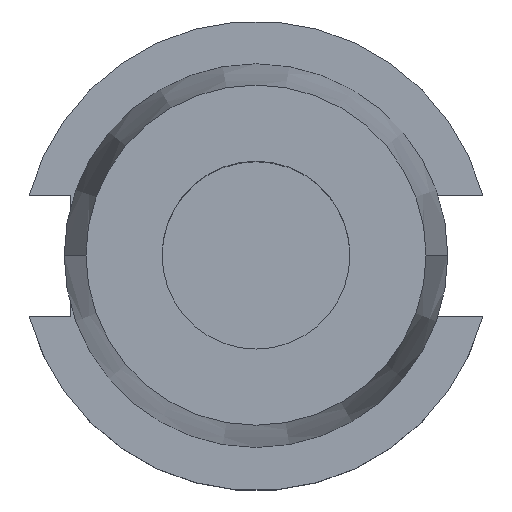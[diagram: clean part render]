
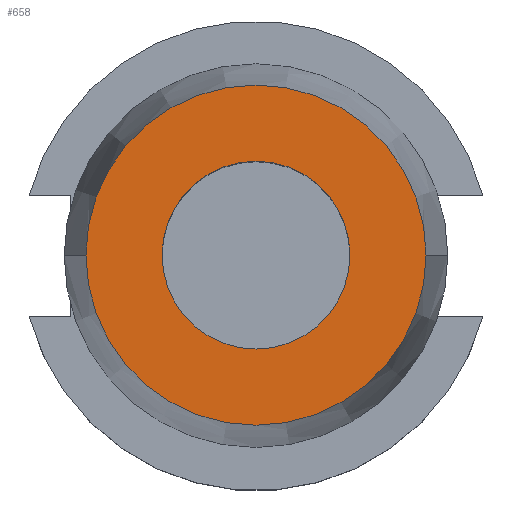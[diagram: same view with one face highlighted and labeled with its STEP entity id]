
A CAD part, top view. The second image highlights one B-rep face of the part: STEP entity #658.
In plain terms, the highlighted planar face has unit normal (0, 0, 1).
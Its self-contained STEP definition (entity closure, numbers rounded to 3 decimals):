
#29 = DIRECTION ( 'NONE',  ( 1., 0., 0. ) ) ;
#46 = CIRCLE ( 'NONE', #1500, 12.7 ) ;
#193 = AXIS2_PLACEMENT_3D ( 'NONE', #513, #1386, #841 ) ;
#212 = CARTESIAN_POINT ( 'NONE',  ( -23., 0., 76.2 ) ) ;
#215 = CARTESIAN_POINT ( 'NONE',  ( 12.7, 0., 76.2 ) ) ;
#223 = DIRECTION ( 'NONE',  ( 0., 0., -1. ) ) ;
#279 = PLANE ( 'NONE',  #193 ) ;
#289 = AXIS2_PLACEMENT_3D ( 'NONE', #967, #223, #1082 ) ;
#291 = ORIENTED_EDGE ( 'NONE', *, *, #667, .T. ) ;
#468 = CARTESIAN_POINT ( 'NONE',  ( 0., 0., 76.2 ) ) ;
#513 = CARTESIAN_POINT ( 'NONE',  ( 0., 23., 76.2 ) ) ;
#555 = EDGE_LOOP ( 'NONE', ( #1299, #804 ) ) ;
#592 = DIRECTION ( 'NONE',  ( -1., 0., 0. ) ) ;
#615 = EDGE_CURVE ( 'NONE', #1180, #1501, #1035, .T. ) ;
#655 = FACE_OUTER_BOUND ( 'NONE', #555, .T. ) ;
#658 = ADVANCED_FACE ( 'NONE', ( #952, #655 ), #279, .F. ) ;
#667 = EDGE_CURVE ( 'NONE', #1004, #674, #1245, .T. ) ;
#674 = VERTEX_POINT ( 'NONE', #215 ) ;
#703 = CARTESIAN_POINT ( 'NONE',  ( 0., 0., 76.2 ) ) ;
#752 = DIRECTION ( 'NONE',  ( 0., 0., 1. ) ) ;
#760 = CARTESIAN_POINT ( 'NONE',  ( -12.7, 0., 76.2 ) ) ;
#804 = ORIENTED_EDGE ( 'NONE', *, *, #1284, .T. ) ;
#830 = DIRECTION ( 'NONE',  ( 1., 0., 0. ) ) ;
#841 = DIRECTION ( 'NONE',  ( -1., 0., 0. ) ) ;
#912 = EDGE_LOOP ( 'NONE', ( #291, #1420 ) ) ;
#952 = FACE_BOUND ( 'NONE', #912, .T. ) ;
#967 = CARTESIAN_POINT ( 'NONE',  ( 0., 0., 76.2 ) ) ;
#1004 = VERTEX_POINT ( 'NONE', #760 ) ;
#1035 = CIRCLE ( 'NONE', #1552, 23. ) ;
#1082 = DIRECTION ( 'NONE',  ( -1., 0., 0. ) ) ;
#1151 = CIRCLE ( 'NONE', #1335, 23. ) ;
#1180 = VERTEX_POINT ( 'NONE', #212 ) ;
#1245 = CIRCLE ( 'NONE', #289, 12.7 ) ;
#1284 = EDGE_CURVE ( 'NONE', #1501, #1180, #1151, .T. ) ;
#1299 = ORIENTED_EDGE ( 'NONE', *, *, #615, .T. ) ;
#1302 = EDGE_CURVE ( 'NONE', #674, #1004, #46, .T. ) ;
#1334 = DIRECTION ( 'NONE',  ( 0., 0., -1. ) ) ;
#1335 = AXIS2_PLACEMENT_3D ( 'NONE', #703, #1578, #830 ) ;
#1385 = CARTESIAN_POINT ( 'NONE',  ( 23., 0., 76.2 ) ) ;
#1386 = DIRECTION ( 'NONE',  ( 0., 0., -1. ) ) ;
#1420 = ORIENTED_EDGE ( 'NONE', *, *, #1302, .T. ) ;
#1500 = AXIS2_PLACEMENT_3D ( 'NONE', #468, #1334, #592 ) ;
#1501 = VERTEX_POINT ( 'NONE', #1385 ) ;
#1506 = CARTESIAN_POINT ( 'NONE',  ( 0., 0., 76.2 ) ) ;
#1552 = AXIS2_PLACEMENT_3D ( 'NONE', #1506, #752, #29 ) ;
#1578 = DIRECTION ( 'NONE',  ( 0., 0., 1. ) ) ;
